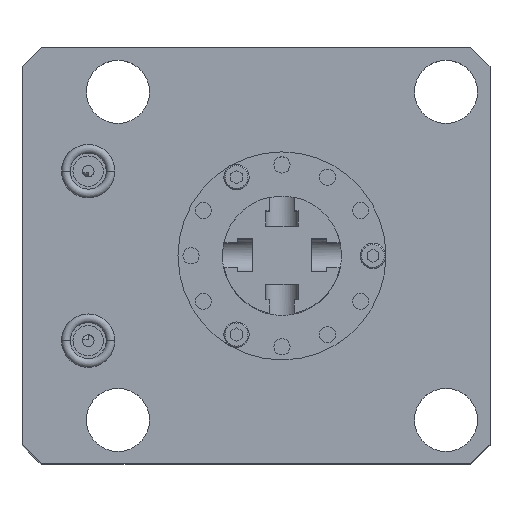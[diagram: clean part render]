
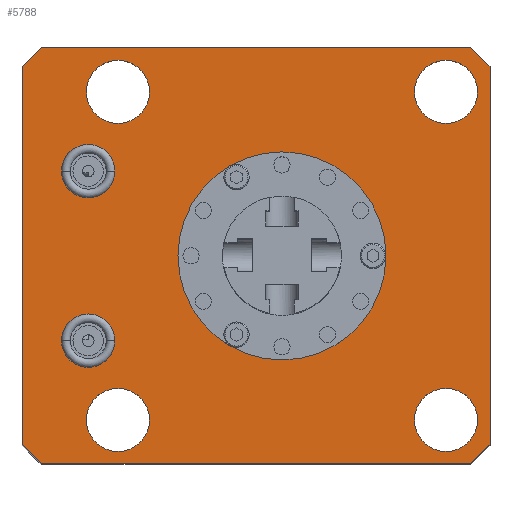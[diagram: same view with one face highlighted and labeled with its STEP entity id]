
A CAD part, top view. The second image highlights one B-rep face of the part: STEP entity #5788.
In plain terms, the highlighted planar face has unit normal (0, 0, 1).
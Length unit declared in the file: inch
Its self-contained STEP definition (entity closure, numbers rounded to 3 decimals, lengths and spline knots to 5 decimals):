
#1135=CARTESIAN_POINT('',(1.38,-1.38,0.985));
#1136=DIRECTION('',(0.,0.,-1.));
#1137=DIRECTION('',(1.,0.,0.));
#1138=AXIS2_PLACEMENT_3D('',#1135,#1136,#1137);
#1143=CARTESIAN_POINT('',(1.38,-1.38,0.985));
#1144=DIRECTION('',(0.,0.,-1.));
#1145=DIRECTION('',(-1.,0.,0.));
#1146=AXIS2_PLACEMENT_3D('',#1143,#1144,#1145);
#1151=CARTESIAN_POINT('',(1.38,1.38,0.985));
#1152=DIRECTION('',(0.,0.,-1.));
#1153=DIRECTION('',(1.,0.,0.));
#1154=AXIS2_PLACEMENT_3D('',#1151,#1152,#1153);
#1159=CARTESIAN_POINT('',(1.38,1.38,0.985));
#1160=DIRECTION('',(0.,0.,-1.));
#1161=DIRECTION('',(-1.,0.,0.));
#1162=AXIS2_PLACEMENT_3D('',#1159,#1160,#1161);
#1167=CARTESIAN_POINT('',(-1.38,-1.38,0.985));
#1168=DIRECTION('',(0.,0.,-1.));
#1169=DIRECTION('',(1.,0.,0.));
#1170=AXIS2_PLACEMENT_3D('',#1167,#1168,#1169);
#1175=CARTESIAN_POINT('',(-1.38,-1.38,0.985));
#1176=DIRECTION('',(0.,0.,-1.));
#1177=DIRECTION('',(-1.,0.,0.));
#1178=AXIS2_PLACEMENT_3D('',#1175,#1176,#1177);
#1183=CARTESIAN_POINT('',(-1.38,1.38,0.985));
#1184=DIRECTION('',(0.,0.,-1.));
#1185=DIRECTION('',(1.,0.,0.));
#1186=AXIS2_PLACEMENT_3D('',#1183,#1184,#1185);
#1191=CARTESIAN_POINT('',(-1.38,1.38,0.985));
#1192=DIRECTION('',(0.,0.,-1.));
#1193=DIRECTION('',(-1.,0.,0.));
#1194=AXIS2_PLACEMENT_3D('',#1191,#1192,#1193);
#1199=CARTESIAN_POINT('',(-1.63,-0.713,0.985));
#1200=DIRECTION('',(0.,0.,1.));
#1201=DIRECTION('',(-1.,0.,0.));
#1202=AXIS2_PLACEMENT_3D('',#1199,#1200,#1201);
#1207=CARTESIAN_POINT('',(-1.63,-0.713,0.985));
#1208=DIRECTION('',(0.,0.,1.));
#1209=DIRECTION('',(1.,0.,0.));
#1210=AXIS2_PLACEMENT_3D('',#1207,#1208,#1209);
#1215=CARTESIAN_POINT('',(-1.63,0.713,0.985));
#1216=DIRECTION('',(0.,0.,1.));
#1217=DIRECTION('',(-1.,0.,0.));
#1218=AXIS2_PLACEMENT_3D('',#1215,#1216,#1217);
#1223=CARTESIAN_POINT('',(-1.63,0.713,0.985));
#1224=DIRECTION('',(0.,0.,1.));
#1225=DIRECTION('',(1.,0.,0.));
#1226=AXIS2_PLACEMENT_3D('',#1223,#1224,#1225);
#1231=DIRECTION('',(0.,-1.,0.));
#1232=VECTOR('',#1231,3.18);
#1233=CARTESIAN_POINT('',(-2.187,1.59,0.985));
#1234=LINE('',#1233,#1232);
#1238=DIRECTION('',(-0.707,-0.707,0.));
#1239=VECTOR('',#1238,0.22627);
#1240=CARTESIAN_POINT('',(-2.027,1.75,0.985));
#1241=LINE('',#1240,#1239);
#1245=DIRECTION('',(-1.,0.,0.));
#1246=VECTOR('',#1245,3.617);
#1247=CARTESIAN_POINT('',(1.59,1.75,0.985));
#1248=LINE('',#1247,#1246);
#1252=DIRECTION('',(-0.707,0.707,0.));
#1253=VECTOR('',#1252,0.22627);
#1254=CARTESIAN_POINT('',(1.75,1.59,0.985));
#1255=LINE('',#1254,#1253);
#1259=DIRECTION('',(0.,1.,0.));
#1260=VECTOR('',#1259,3.18);
#1261=CARTESIAN_POINT('',(1.75,-1.59,0.985));
#1262=LINE('',#1261,#1260);
#1266=DIRECTION('',(0.707,0.707,0.));
#1267=VECTOR('',#1266,0.22627);
#1268=CARTESIAN_POINT('',(1.59,-1.75,0.985));
#1269=LINE('',#1268,#1267);
#1273=DIRECTION('',(1.,0.,0.));
#1274=VECTOR('',#1273,3.617);
#1275=CARTESIAN_POINT('',(-2.027,-1.75,0.985));
#1276=LINE('',#1275,#1274);
#1280=DIRECTION('',(0.707,-0.707,0.));
#1281=VECTOR('',#1280,0.22627);
#1282=CARTESIAN_POINT('',(-2.187,-1.59,0.985));
#1283=LINE('',#1282,#1281);
#1287=CARTESIAN_POINT('',(0.,0.,0.985));
#1288=DIRECTION('',(0.,0.,-1.));
#1289=DIRECTION('',(0.,1.,0.));
#1290=AXIS2_PLACEMENT_3D('',#1287,#1288,#1289);
#1295=CARTESIAN_POINT('',(0.,0.,0.985));
#1296=DIRECTION('',(0.,0.,-1.));
#1297=DIRECTION('',(0.,-1.,0.));
#1298=AXIS2_PLACEMENT_3D('',#1295,#1296,#1297);
#4350=CARTESIAN_POINT('',(-2.187,1.59,0.985));
#4351=CARTESIAN_POINT('',(-2.187,-1.59,0.985));
#4352=VERTEX_POINT('',#4350);
#4353=VERTEX_POINT('',#4351);
#4354=CARTESIAN_POINT('',(-2.027,-1.75,0.985));
#4355=CARTESIAN_POINT('',(1.59,-1.75,0.985));
#4356=VERTEX_POINT('',#4354);
#4357=VERTEX_POINT('',#4355);
#4358=CARTESIAN_POINT('',(1.75,-1.59,0.985));
#4359=CARTESIAN_POINT('',(1.75,1.59,0.985));
#4360=VERTEX_POINT('',#4358);
#4361=VERTEX_POINT('',#4359);
#4362=CARTESIAN_POINT('',(1.59,1.75,0.985));
#4363=CARTESIAN_POINT('',(-2.027,1.75,0.985));
#4364=VERTEX_POINT('',#4362);
#4365=VERTEX_POINT('',#4363);
#4390=CARTESIAN_POINT('',(1.6455,-1.38,0.985));
#4391=CARTESIAN_POINT('',(1.1145,-1.38,0.985));
#4392=VERTEX_POINT('',#4390);
#4393=VERTEX_POINT('',#4391);
#4454=CARTESIAN_POINT('',(-1.8545,-0.713,0.985));
#4455=CARTESIAN_POINT('',(-1.4055,-0.713,0.985));
#4456=VERTEX_POINT('',#4454);
#4457=VERTEX_POINT('',#4455);
#4458=CARTESIAN_POINT('',(-1.8545,0.713,0.985));
#4459=CARTESIAN_POINT('',(-1.4055,0.713,0.985));
#4460=VERTEX_POINT('',#4458);
#4461=VERTEX_POINT('',#4459);
#4549=CARTESIAN_POINT('',(1.6455,1.38,0.985));
#4550=CARTESIAN_POINT('',(1.1145,1.38,0.985));
#4551=VERTEX_POINT('',#4549);
#4552=VERTEX_POINT('',#4550);
#4553=CARTESIAN_POINT('',(-1.1145,-1.38,0.985));
#4554=CARTESIAN_POINT('',(-1.6455,-1.38,0.985));
#4555=VERTEX_POINT('',#4553);
#4556=VERTEX_POINT('',#4554);
#4557=CARTESIAN_POINT('',(-1.1145,1.38,0.985));
#4558=CARTESIAN_POINT('',(-1.6455,1.38,0.985));
#4559=VERTEX_POINT('',#4557);
#4560=VERTEX_POINT('',#4558);
#4714=CARTESIAN_POINT('',(0.,0.875,0.985));
#4715=CARTESIAN_POINT('',(0.,-0.875,0.985));
#4716=VERTEX_POINT('',#4714);
#4717=VERTEX_POINT('',#4715);
#5724=CARTESIAN_POINT('',(0.,0.,0.985));
#5725=DIRECTION('',(0.,0.,1.));
#5726=DIRECTION('',(1.,0.,0.));
#5727=AXIS2_PLACEMENT_3D('',#5724,#5725,#5726);
#5728=PLANE('',#5727);
#5730=ORIENTED_EDGE('',*,*,#5729,.F.);
#5732=ORIENTED_EDGE('',*,*,#5731,.F.);
#5734=ORIENTED_EDGE('',*,*,#5733,.F.);
#5736=ORIENTED_EDGE('',*,*,#5735,.F.);
#5738=ORIENTED_EDGE('',*,*,#5737,.F.);
#5740=ORIENTED_EDGE('',*,*,#5739,.F.);
#5742=ORIENTED_EDGE('',*,*,#5741,.F.);
#5744=ORIENTED_EDGE('',*,*,#5743,.F.);
#5745=EDGE_LOOP('',(#5730,#5732,#5734,#5736,#5738,#5740,#5742,#5744));
#5746=FACE_OUTER_BOUND('',#5745,.F.);
#5748=ORIENTED_EDGE('',*,*,#5747,.F.);
#5750=ORIENTED_EDGE('',*,*,#5749,.F.);
#5751=EDGE_LOOP('',(#5748,#5750));
#5752=FACE_BOUND('',#5751,.F.);
#5754=ORIENTED_EDGE('',*,*,#5753,.F.);
#5756=ORIENTED_EDGE('',*,*,#5755,.F.);
#5757=EDGE_LOOP('',(#5754,#5756));
#5758=FACE_BOUND('',#5757,.F.);
#5760=ORIENTED_EDGE('',*,*,#5759,.F.);
#5762=ORIENTED_EDGE('',*,*,#5761,.F.);
#5763=EDGE_LOOP('',(#5760,#5762));
#5764=FACE_BOUND('',#5763,.F.);
#5766=ORIENTED_EDGE('',*,*,#5765,.T.);
#5768=ORIENTED_EDGE('',*,*,#5767,.T.);
#5769=EDGE_LOOP('',(#5766,#5768));
#5770=FACE_BOUND('',#5769,.F.);
#5772=ORIENTED_EDGE('',*,*,#5771,.T.);
#5774=ORIENTED_EDGE('',*,*,#5773,.T.);
#5775=EDGE_LOOP('',(#5772,#5774));
#5776=FACE_BOUND('',#5775,.F.);
#5778=ORIENTED_EDGE('',*,*,#5777,.F.);
#5780=ORIENTED_EDGE('',*,*,#5779,.F.);
#5781=EDGE_LOOP('',(#5778,#5780));
#5782=FACE_BOUND('',#5781,.F.);
#5784=ORIENTED_EDGE('',*,*,#5783,.F.);
#5785=ORIENTED_EDGE('',*,*,#5714,.F.);
#5786=EDGE_LOOP('',(#5784,#5785));
#5787=FACE_BOUND('',#5786,.F.);
#1139=CIRCLE('',#1138,0.2655);
#1147=CIRCLE('',#1146,0.2655);
#1155=CIRCLE('',#1154,0.2655);
#1163=CIRCLE('',#1162,0.2655);
#1171=CIRCLE('',#1170,0.2655);
#1179=CIRCLE('',#1178,0.2655);
#1187=CIRCLE('',#1186,0.2655);
#1195=CIRCLE('',#1194,0.2655);
#1203=CIRCLE('',#1202,0.2245);
#1211=CIRCLE('',#1210,0.2245);
#1219=CIRCLE('',#1218,0.2245);
#1227=CIRCLE('',#1226,0.2245);
#1291=CIRCLE('',#1290,0.875);
#1299=CIRCLE('',#1298,0.875);
#5714=EDGE_CURVE('',#4717,#4716,#1299,.T.);
#5729=EDGE_CURVE('',#4352,#4353,#1234,.T.);
#5731=EDGE_CURVE('',#4365,#4352,#1241,.T.);
#5733=EDGE_CURVE('',#4364,#4365,#1248,.T.);
#5735=EDGE_CURVE('',#4361,#4364,#1255,.T.);
#5737=EDGE_CURVE('',#4360,#4361,#1262,.T.);
#5739=EDGE_CURVE('',#4357,#4360,#1269,.T.);
#5741=EDGE_CURVE('',#4356,#4357,#1276,.T.);
#5743=EDGE_CURVE('',#4353,#4356,#1283,.T.);
#5747=EDGE_CURVE('',#4551,#4552,#1155,.T.);
#5749=EDGE_CURVE('',#4552,#4551,#1163,.T.);
#5753=EDGE_CURVE('',#4555,#4556,#1171,.T.);
#5755=EDGE_CURVE('',#4556,#4555,#1179,.T.);
#5759=EDGE_CURVE('',#4559,#4560,#1187,.T.);
#5761=EDGE_CURVE('',#4560,#4559,#1195,.T.);
#5765=EDGE_CURVE('',#4456,#4457,#1203,.T.);
#5767=EDGE_CURVE('',#4457,#4456,#1211,.T.);
#5771=EDGE_CURVE('',#4460,#4461,#1219,.T.);
#5773=EDGE_CURVE('',#4461,#4460,#1227,.T.);
#5777=EDGE_CURVE('',#4392,#4393,#1139,.T.);
#5779=EDGE_CURVE('',#4393,#4392,#1147,.T.);
#5783=EDGE_CURVE('',#4716,#4717,#1291,.T.);
#5788=ADVANCED_FACE('',(#5746,#5752,#5758,#5764,#5770,#5776,#5782,#5787),#5728,
.T.);
